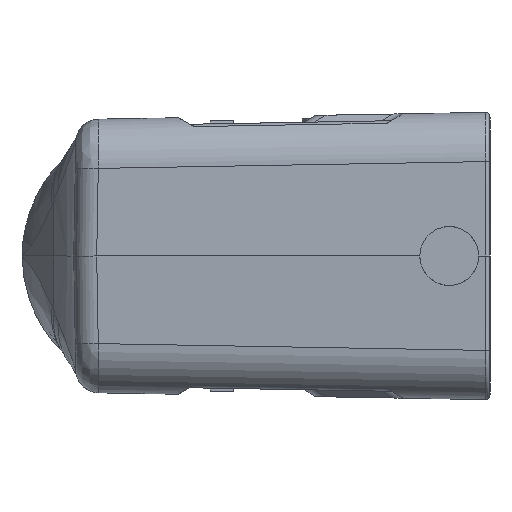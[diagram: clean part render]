
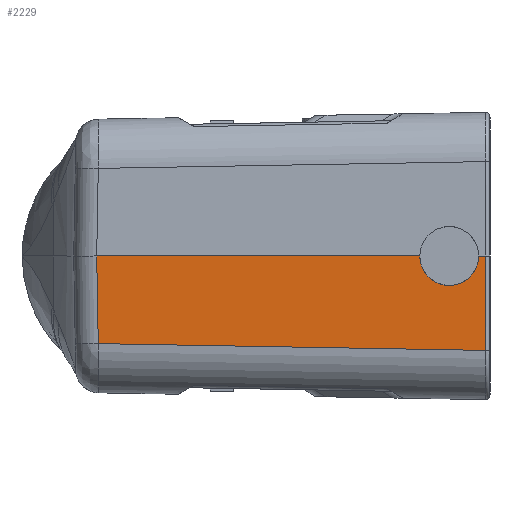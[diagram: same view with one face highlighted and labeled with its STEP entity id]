
A CAD part, left-side view. The second image highlights one B-rep face of the part: STEP entity #2229.
In plain terms, the highlighted planar face has unit normal (-1, 0.018, -0.017).
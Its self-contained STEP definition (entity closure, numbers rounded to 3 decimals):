
#253=ELLIPSE('',#6828,4.401,4.4);
#422=PLANE('',#6829);
#661=FACE_OUTER_BOUND('',#2795,.T.);
#999=LINE('',#9328,#1607);
#1045=LINE('',#10388,#1653);
#1046=LINE('',#10390,#1654);
#1047=LINE('',#10393,#1655);
#1048=LINE('',#10394,#1656);
#1607=VECTOR('',#7462,1.);
#1653=VECTOR('',#7628,1.);
#1654=VECTOR('',#7631,1.);
#1655=VECTOR('',#7632,1.);
#1656=VECTOR('',#7633,1.);
#2229=ADVANCED_FACE('',(#661),#422,.T.);
#2795=EDGE_LOOP('',(#3518,#3519,#3520,#3521,#3522,#3523));
#3518=ORIENTED_EDGE('',*,*,#5838,.F.);
#3519=ORIENTED_EDGE('',*,*,#5839,.F.);
#3520=ORIENTED_EDGE('',*,*,#5718,.F.);
#3521=ORIENTED_EDGE('',*,*,#5837,.T.);
#3522=ORIENTED_EDGE('',*,*,#5840,.F.);
#3523=ORIENTED_EDGE('',*,*,#5841,.T.);
#5095=VERTEX_POINT('',#9308);
#5096=VERTEX_POINT('',#9329);
#5171=VERTEX_POINT('',#10387);
#5172=VERTEX_POINT('',#10391);
#5173=VERTEX_POINT('',#10392);
#5174=VERTEX_POINT('',#10395);
#5718=EDGE_CURVE('',#5095,#5096,#999,.T.);
#5837=EDGE_CURVE('',#5095,#5171,#1045,.T.);
#5838=EDGE_CURVE('',#5172,#5173,#1046,.T.);
#5839=EDGE_CURVE('',#5096,#5172,#1047,.T.);
#5840=EDGE_CURVE('',#5174,#5171,#1048,.T.);
#5841=EDGE_CURVE('',#5174,#5173,#253,.T.);
#6828=AXIS2_PLACEMENT_3D('',#10396,#7634,#7635);
#6829=AXIS2_PLACEMENT_3D('',#10397,#7636,#7637);
#7462=DIRECTION('',(0.017,1.,0.017));
#7628=DIRECTION('',(-0.017,0.,1.));
#7631=DIRECTION('',(-0.017,-1.,0.));
#7632=DIRECTION('',(-0.017,0.017,1.));
#7633=DIRECTION('',(-0.017,-1.,0.));
#7634=DIRECTION('',(1.,-0.017,0.017));
#7635=DIRECTION('',(-0.025,-0.707,0.707));
#7636=DIRECTION('',(-1.,0.017,-0.017));
#7637=DIRECTION('',(0.017,1.,0.));
#9308=CARTESIAN_POINT('',(-59.748,70.309,-14.127));
#9328=CARTESIAN_POINT('',(-59.748,70.291,-14.127));
#9329=CARTESIAN_POINT('',(-58.753,128.333,-13.114));
#10387=CARTESIAN_POINT('',(-59.995,70.309,0.));
#10388=CARTESIAN_POINT('',(-60.044,70.309,2.835));
#10390=CARTESIAN_POINT('',(-58.978,128.562,0.));
#10391=CARTESIAN_POINT('',(-58.978,128.562,0.));
#10392=CARTESIAN_POINT('',(-59.822,80.2,0.));
#10393=CARTESIAN_POINT('',(-58.979,128.563,0.078));
#10394=CARTESIAN_POINT('',(-59.976,71.4,0.));
#10395=CARTESIAN_POINT('',(-59.976,71.4,0.));
#10396=CARTESIAN_POINT('',(-59.899,75.8,0.));
#10397=CARTESIAN_POINT('',(-60.049,70.,2.835));
